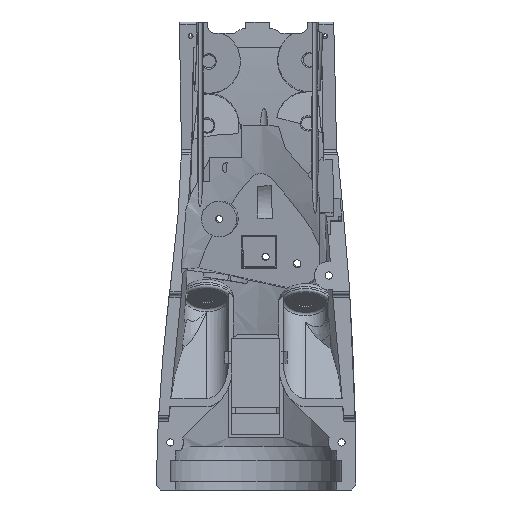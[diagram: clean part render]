
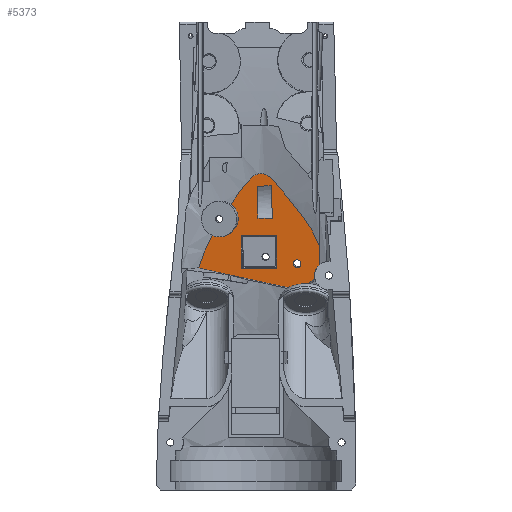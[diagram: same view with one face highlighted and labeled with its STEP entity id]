
A CAD part, front view. The second image highlights one B-rep face of the part: STEP entity #5373.
In plain terms, the highlighted planar face has unit normal (-0.048, -0.995, -0.087).
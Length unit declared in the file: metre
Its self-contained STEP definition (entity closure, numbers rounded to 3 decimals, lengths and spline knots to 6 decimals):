
#62=ELLIPSE('',#5732,0.007545,0.0075);
#63=ELLIPSE('',#5733,0.011045,0.011);
#64=ELLIPSE('',#5735,0.370092,0.013388);
#65=ELLIPSE('',#5736,0.370092,0.013388);
#342=B_SPLINE_CURVE_WITH_KNOTS('',3,(#9244,#9245,#9246,#9247,#9248,#9249,
#9250,#9251,#9252,#9253,#9254,#9255,#9256,#9257,#9258,#9259,#9260,#9261,
#9262,#9263,#9264,#9265,#9266),.UNSPECIFIED.,.F.,.F.,(4,1,1,1,1,1,1,1,1,
1,1,1,1,1,1,1,1,1,1,1,4),(0.355926,0.359535,0.363145,
0.366755,0.370365,0.373974,0.377584,
0.381194,0.384804,0.388413,0.390218,
0.392023,0.393828,0.395633,0.397438,
0.399243,0.401048,0.402853,0.406462,
0.410072,0.413682),.UNSPECIFIED.);
#366=B_SPLINE_CURVE_WITH_KNOTS('',3,(#9444,#9445,#9446,#9447),
 .UNSPECIFIED.,.F.,.F.,(4,4),(0.428316,0.443605),
 .UNSPECIFIED.);
#648=LINE('',#10300,#1002);
#649=LINE('',#10303,#1003);
#650=LINE('',#10305,#1004);
#651=LINE('',#10307,#1005);
#652=LINE('',#10309,#1006);
#653=LINE('',#10313,#1007);
#654=LINE('',#10316,#1008);
#655=LINE('',#10321,#1009);
#1002=VECTOR('',#6363,1.);
#1003=VECTOR('',#6364,1.);
#1004=VECTOR('',#6365,1.);
#1005=VECTOR('',#6366,1.);
#1006=VECTOR('',#6369,1.);
#1007=VECTOR('',#6372,1.);
#1008=VECTOR('',#6375,1.);
#1009=VECTOR('',#6378,1.);
#1688=ORIENTED_EDGE('',*,*,#3287,.T.);
#1689=ORIENTED_EDGE('',*,*,#3288,.T.);
#1690=ORIENTED_EDGE('',*,*,#3289,.T.);
#1691=ORIENTED_EDGE('',*,*,#3290,.T.);
#1692=ORIENTED_EDGE('',*,*,#3228,.T.);
#1693=ORIENTED_EDGE('',*,*,#3291,.F.);
#1694=ORIENTED_EDGE('',*,*,#3252,.T.);
#1695=ORIENTED_EDGE('',*,*,#3292,.F.);
#1696=ORIENTED_EDGE('',*,*,#3293,.F.);
#1697=ORIENTED_EDGE('',*,*,#3294,.F.);
#1698=ORIENTED_EDGE('',*,*,#3295,.F.);
#1699=ORIENTED_EDGE('',*,*,#3296,.T.);
#1700=ORIENTED_EDGE('',*,*,#3297,.F.);
#1701=ORIENTED_EDGE('',*,*,#3298,.T.);
#1702=ORIENTED_EDGE('',*,*,#3299,.F.);
#3228=EDGE_CURVE('',#4013,#4012,#342,.T.);
#3252=EDGE_CURVE('',#4037,#4036,#366,.T.);
#3287=EDGE_CURVE('',#4065,#4066,#648,.T.);
#3288=EDGE_CURVE('',#4066,#4067,#649,.T.);
#3289=EDGE_CURVE('',#4067,#4068,#650,.T.);
#3290=EDGE_CURVE('',#4068,#4065,#651,.T.);
#3291=EDGE_CURVE('',#4037,#4012,#62,.T.);
#3292=EDGE_CURVE('',#4069,#4036,#652,.T.);
#3293=EDGE_CURVE('',#4070,#4069,#63,.F.);
#3294=EDGE_CURVE('',#4013,#4070,#653,.T.);
#3295=EDGE_CURVE('',#4071,#4071,#4357,.T.);
#3296=EDGE_CURVE('',#4072,#4073,#654,.T.);
#3297=EDGE_CURVE('',#4074,#4073,#64,.T.);
#3298=EDGE_CURVE('',#4074,#4075,#655,.T.);
#3299=EDGE_CURVE('',#4072,#4075,#65,.T.);
#4012=VERTEX_POINT('',#9243);
#4013=VERTEX_POINT('',#9267);
#4036=VERTEX_POINT('',#9443);
#4037=VERTEX_POINT('',#9448);
#4065=VERTEX_POINT('',#10301);
#4066=VERTEX_POINT('',#10302);
#4067=VERTEX_POINT('',#10304);
#4068=VERTEX_POINT('',#10306);
#4069=VERTEX_POINT('',#10310);
#4070=VERTEX_POINT('',#10312);
#4071=VERTEX_POINT('',#10315);
#4072=VERTEX_POINT('',#10317);
#4073=VERTEX_POINT('',#10318);
#4074=VERTEX_POINT('',#10320);
#4075=VERTEX_POINT('',#10322);
#4357=CIRCLE('',#5734,0.0016);
#4495=EDGE_LOOP('',(#1688,#1689,#1690,#1691));
#4496=EDGE_LOOP('',(#1692,#1693,#1694,#1695,#1696,#1697));
#4497=EDGE_LOOP('',(#1698));
#4498=EDGE_LOOP('',(#1699,#1700,#1701,#1702));
#4856=FACE_BOUND('',#4495,.T.);
#4857=FACE_BOUND('',#4496,.T.);
#4858=FACE_BOUND('',#4497,.T.);
#4859=FACE_BOUND('',#4498,.T.);
#5171=PLANE('',#5731);
#5373=ADVANCED_FACE('',(#4856,#4857,#4858,#4859),#5171,.T.);
#5731=AXIS2_PLACEMENT_3D('',#10299,#6361,#6362);
#5732=AXIS2_PLACEMENT_3D('',#10308,#6367,#6368);
#5733=AXIS2_PLACEMENT_3D('',#10311,#6370,#6371);
#5734=AXIS2_PLACEMENT_3D('',#10314,#6373,#6374);
#5735=AXIS2_PLACEMENT_3D('',#10319,#6376,#6377);
#5736=AXIS2_PLACEMENT_3D('',#10323,#6379,#6380);
#6361=DIRECTION('',(-0.048,-0.995,-0.087));
#6362=DIRECTION('',(0.001,0.087,-0.996));
#6363=DIRECTION('',(0.999,-0.049,0.008));
#6364=DIRECTION('',(0.012,0.087,-0.996));
#6365=DIRECTION('',(-0.999,0.049,-0.008));
#6366=DIRECTION('',(-0.012,-0.087,0.996));
#6367=DIRECTION('',(-0.048,-0.995,-0.087));
#6368=DIRECTION('',(-0.999,0.048,0.004));
#6369=DIRECTION('',(-0.977,0.029,0.213));
#6370=DIRECTION('',(-0.048,-0.995,-0.087));
#6371=DIRECTION('',(0.423,0.059,-0.904));
#6372=DIRECTION('',(0.,0.087,-0.996));
#6373=DIRECTION('',(-0.048,-0.995,-0.087));
#6374=DIRECTION('',(0.,0.087,-0.996));
#6375=DIRECTION('',(-0.024,-0.086,0.996));
#6376=DIRECTION('',(-0.048,-0.995,-0.087));
#6377=DIRECTION('',(0.999,-0.05,0.02));
#6378=DIRECTION('',(0.024,0.086,-0.996));
#6379=DIRECTION('',(-0.048,-0.995,-0.087));
#6380=DIRECTION('',(0.999,-0.05,0.02));
#9243=CARTESIAN_POINT('',(-0.010473,0.015485,0.142137));
#9244=CARTESIAN_POINT('',(0.026725,0.015192,0.124799));
#9245=CARTESIAN_POINT('',(0.02627,0.015116,0.125912));
#9246=CARTESIAN_POINT('',(0.02529,0.014972,0.128113));
#9247=CARTESIAN_POINT('',(0.023554,0.014773,0.131343));
#9248=CARTESIAN_POINT('',(0.021578,0.014602,0.134397));
#9249=CARTESIAN_POINT('',(0.019395,0.014454,0.137303));
#9250=CARTESIAN_POINT('',(0.0171,0.014319,0.140126));
#9251=CARTESIAN_POINT('',(0.014886,0.014175,0.14301));
#9252=CARTESIAN_POINT('',(0.012703,0.014027,0.145914));
#9253=CARTESIAN_POINT('',(0.010462,0.013885,0.148777));
#9254=CARTESIAN_POINT('',(0.008515,0.013778,0.151087));
#9255=CARTESIAN_POINT('',(0.006814,0.013711,0.152797));
#9256=CARTESIAN_POINT('',(0.005409,0.013677,0.153964));
#9257=CARTESIAN_POINT('',(0.003776,0.013675,0.154897));
#9258=CARTESIAN_POINT('',(0.001903,0.013737,0.155231));
#9259=CARTESIAN_POINT('',(0.000071,0.013873,0.154703));
#9260=CARTESIAN_POINT('',(-0.001478,0.014037,0.153691));
#9261=CARTESIAN_POINT('',(-0.002854,0.014213,0.152442));
#9262=CARTESIAN_POINT('',(-0.004499,0.01445,0.150643));
#9263=CARTESIAN_POINT('',(-0.006363,0.014753,0.148223));
#9264=CARTESIAN_POINT('',(-0.008462,0.015119,0.145207));
#9265=CARTESIAN_POINT('',(-0.009808,0.015363,0.143164));
#9266=CARTESIAN_POINT('',(-0.010473,0.015485,0.142137));
#9267=CARTESIAN_POINT('',(0.026725,0.015192,0.124799));
#9443=CARTESIAN_POINT('',(-0.024249,0.018502,0.115321));
#9444=CARTESIAN_POINT('',(-0.018189,0.016973,0.129428));
#9445=CARTESIAN_POINT('',(-0.020649,0.017489,0.124898));
#9446=CARTESIAN_POINT('',(-0.022656,0.017998,0.120191));
#9447=CARTESIAN_POINT('',(-0.024249,0.018502,0.115321));
#9448=CARTESIAN_POINT('',(-0.018189,0.016973,0.129428));
#10299=CARTESIAN_POINT('',(-0.071267,0.0143,0.189502));
#10300=CARTESIAN_POINT('',(-0.070538,0.019603,0.128478));
#10301=CARTESIAN_POINT('',(-0.006148,0.016426,0.128972));
#10302=CARTESIAN_POINT('',(0.008644,0.015697,0.129085));
#10303=CARTESIAN_POINT('',(0.007915,0.010393,0.190109));
#10304=CARTESIAN_POINT('',(0.00881,0.016901,0.115229));
#10305=CARTESIAN_POINT('',(-0.070325,0.02081,0.114574));
#10306=CARTESIAN_POINT('',(-0.005982,0.017631,0.115107));
#10307=CARTESIAN_POINT('',(-0.006877,0.011123,0.189996));
#10308=CARTESIAN_POINT('',(-0.015005,0.016226,0.136186));
#10309=CARTESIAN_POINT('',(-0.031292,0.01871,0.116857));
#10310=CARTESIAN_POINT('',(0.013462,0.017386,0.107097));
#10311=CARTESIAN_POINT('',(0.01573,0.016336,0.117838));
#10312=CARTESIAN_POINT('',(0.026725,0.015808,0.117758));
#10313=CARTESIAN_POINT('',(0.026725,0.015475,0.121556));
#10314=CARTESIAN_POINT('',(0.01733,0.016318,0.117152));
#10315=CARTESIAN_POINT('',(0.01733,0.016457,0.115558));
#10316=CARTESIAN_POINT('',(-0.00048,0.01073,0.190931));
#10317=CARTESIAN_POINT('',(0.000859,0.015439,0.136357));
#10318=CARTESIAN_POINT('',(0.000534,0.014295,0.149618));
#10319=CARTESIAN_POINT('',(0.321318,-0.001303,0.149459));
#10320=CARTESIAN_POINT('',(0.00652,0.013961,0.150103));
#10321=CARTESIAN_POINT('',(0.005516,0.010428,0.191052));
#10322=CARTESIAN_POINT('',(0.006863,0.015168,0.136114));
#10323=CARTESIAN_POINT('',(0.321318,-0.001303,0.149459));
